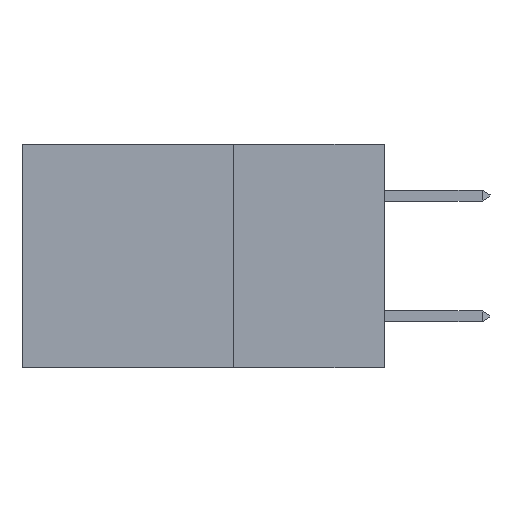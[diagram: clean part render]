
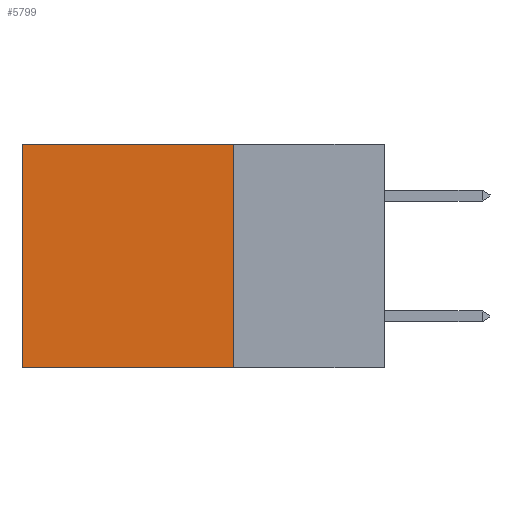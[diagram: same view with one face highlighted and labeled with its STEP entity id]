
A CAD part, left-side view. The second image highlights one B-rep face of the part: STEP entity #5799.
In plain terms, the highlighted planar face has unit normal (-1, 0, 0).
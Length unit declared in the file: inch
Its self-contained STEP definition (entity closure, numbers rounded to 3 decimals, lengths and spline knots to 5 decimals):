
#200 = CARTESIAN_POINT ( 'NONE',  ( 0.2875, 0.25, -0.37 ) ) ;
#301 = CARTESIAN_POINT ( 'NONE',  ( 0.2875, 0.25, 0. ) ) ;
#366 = LINE ( 'NONE', #200, #755 ) ;
#755 = VECTOR ( 'NONE', #10769, 39.37008 ) ;
#895 = VERTEX_POINT ( 'NONE', #301 ) ;
#1153 = VERTEX_POINT ( 'NONE', #10437 ) ;
#1272 = LINE ( 'NONE', #13315, #9137 ) ;
#1402 = CARTESIAN_POINT ( 'NONE',  ( 0.2875, 0.25, 0. ) ) ;
#2228 = EDGE_CURVE ( 'NONE', #11680, #2504, #4852, .T. ) ;
#2437 = VECTOR ( 'NONE', #13059, 39.37008 ) ;
#2504 = VERTEX_POINT ( 'NONE', #8634 ) ;
#3579 = CARTESIAN_POINT ( 'NONE',  ( 0.2875, 0.6, 0. ) ) ;
#4404 = EDGE_CURVE ( 'NONE', #895, #11680, #13280, .T. ) ;
#4852 = LINE ( 'NONE', #13056, #2437 ) ;
#5054 = CARTESIAN_POINT ( 'NONE',  ( 0.2875, 0.25, 0. ) ) ;
#5799 = ADVANCED_FACE ( 'NONE', ( #11099 ), #11278, .F. ) ;
#6169 = DIRECTION ( 'NONE',  ( 0., 0., -1. ) ) ;
#6238 = DIRECTION ( 'NONE',  ( 0., 0., -1. ) ) ;
#6321 = AXIS2_PLACEMENT_3D ( 'NONE', #5054, #12263, #6169 ) ;
#6449 = EDGE_CURVE ( 'NONE', #895, #1153, #1272, .T. ) ;
#7772 = ORIENTED_EDGE ( 'NONE', *, *, #6449, .F. ) ;
#7843 = DIRECTION ( 'NONE',  ( 0., 1., 0. ) ) ;
#8634 = CARTESIAN_POINT ( 'NONE',  ( 0.2875, 0.6, -0.37 ) ) ;
#9137 = VECTOR ( 'NONE', #6238, 39.37008 ) ;
#9239 = ORIENTED_EDGE ( 'NONE', *, *, #2228, .T. ) ;
#10419 = ORIENTED_EDGE ( 'NONE', *, *, #4404, .T. ) ;
#10437 = CARTESIAN_POINT ( 'NONE',  ( 0.2875, 0.25, -0.37 ) ) ;
#10642 = VECTOR ( 'NONE', #7843, 39.37008 ) ;
#10769 = DIRECTION ( 'NONE',  ( 0., 1., 0. ) ) ;
#10991 = EDGE_CURVE ( 'NONE', #1153, #2504, #366, .T. ) ;
#11099 = FACE_OUTER_BOUND ( 'NONE', #13097, .T. ) ;
#11278 = PLANE ( 'NONE',  #6321 ) ;
#11680 = VERTEX_POINT ( 'NONE', #3579 ) ;
#12263 = DIRECTION ( 'NONE',  ( 1., 0., 0. ) ) ;
#12717 = ORIENTED_EDGE ( 'NONE', *, *, #10991, .F. ) ;
#13056 = CARTESIAN_POINT ( 'NONE',  ( 0.2875, 0.6, 0. ) ) ;
#13059 = DIRECTION ( 'NONE',  ( 0., 0., -1. ) ) ;
#13097 = EDGE_LOOP ( 'NONE', ( #9239, #12717, #7772, #10419 ) ) ;
#13280 = LINE ( 'NONE', #1402, #10642 ) ;
#13315 = CARTESIAN_POINT ( 'NONE',  ( 0.2875, 0.25, 0. ) ) ;
